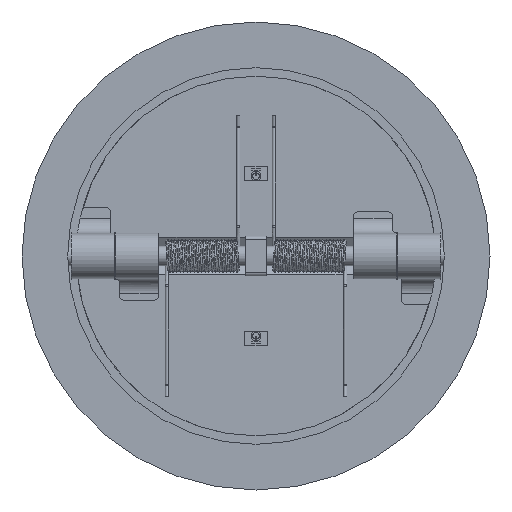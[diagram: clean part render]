
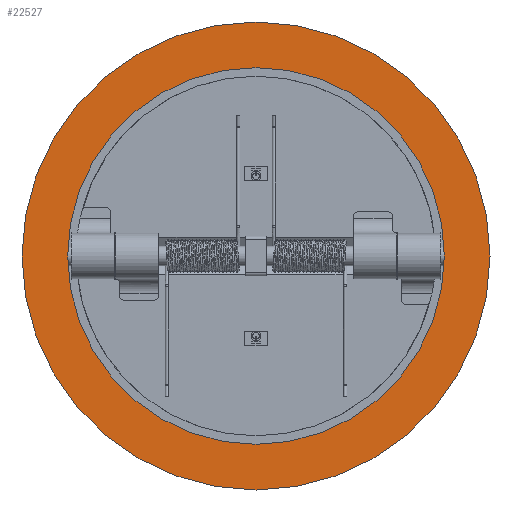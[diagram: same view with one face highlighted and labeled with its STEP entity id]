
A CAD part, front view. The second image highlights one B-rep face of the part: STEP entity #22527.
In plain terms, the highlighted planar face has unit normal (0, -1, 0).
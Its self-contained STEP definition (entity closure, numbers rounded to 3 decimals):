
#3445 = VERTEX_POINT ( 'NONE', #45854 ) ;
#4566 = DIRECTION ( 'NONE',  ( 0., 0., -1. ) ) ;
#5095 = EDGE_LOOP ( 'NONE', ( #28349, #28451 ) ) ;
#5340 = CIRCLE ( 'NONE', #42278, 164. ) ;
#10386 = CARTESIAN_POINT ( 'NONE',  ( 0., 0., 132. ) ) ;
#11416 = ORIENTED_EDGE ( 'NONE', *, *, #47335, .F. ) ;
#13014 = DIRECTION ( 'NONE',  ( 0., -1., 0. ) ) ;
#15525 = VERTEX_POINT ( 'NONE', #10386 ) ;
#18285 = AXIS2_PLACEMENT_3D ( 'NONE', #54005, #19421, #44780 ) ;
#19421 = DIRECTION ( 'NONE',  ( 0., 1., 0. ) ) ;
#21344 = DIRECTION ( 'NONE',  ( 0., 0., -1. ) ) ;
#21434 = FACE_BOUND ( 'NONE', #41507, .T. ) ;
#22527 = ADVANCED_FACE ( 'NONE', ( #21434, #52537 ), #53272, .F. ) ;
#23360 = VERTEX_POINT ( 'NONE', #42677 ) ;
#23370 = DIRECTION ( 'NONE',  ( 0., -1., 0. ) ) ;
#25786 = ORIENTED_EDGE ( 'NONE', *, *, #37518, .F. ) ;
#27246 = VERTEX_POINT ( 'NONE', #28740 ) ;
#28349 = ORIENTED_EDGE ( 'NONE', *, *, #42233, .T. ) ;
#28451 = ORIENTED_EDGE ( 'NONE', *, *, #32324, .T. ) ;
#28687 = CARTESIAN_POINT ( 'NONE',  ( 0., 0., 0. ) ) ;
#28740 = CARTESIAN_POINT ( 'NONE',  ( 0., 0., -132. ) ) ;
#30212 = AXIS2_PLACEMENT_3D ( 'NONE', #28687, #49963, #54003 ) ;
#32324 = EDGE_CURVE ( 'NONE', #23360, #3445, #5340, .T. ) ;
#33050 = AXIS2_PLACEMENT_3D ( 'NONE', #51167, #13014, #21344 ) ;
#33457 = CARTESIAN_POINT ( 'NONE',  ( 0., 0., 0. ) ) ;
#34025 = CIRCLE ( 'NONE', #30212, 164. ) ;
#35825 = CARTESIAN_POINT ( 'NONE',  ( 0., 0., 0. ) ) ;
#37518 = EDGE_CURVE ( 'NONE', #27246, #15525, #46160, .T. ) ;
#41507 = EDGE_LOOP ( 'NONE', ( #25786, #11416 ) ) ;
#42233 = EDGE_CURVE ( 'NONE', #3445, #23360, #34025, .T. ) ;
#42278 = AXIS2_PLACEMENT_3D ( 'NONE', #33457, #46556, #4566 ) ;
#42677 = CARTESIAN_POINT ( 'NONE',  ( 0., 0., 164. ) ) ;
#44282 = DIRECTION ( 'NONE',  ( 0., 0., -1. ) ) ;
#44780 = DIRECTION ( 'NONE',  ( 0., 0., 1. ) ) ;
#45854 = CARTESIAN_POINT ( 'NONE',  ( 0., 0., -164. ) ) ;
#46160 = CIRCLE ( 'NONE', #46949, 132. ) ;
#46556 = DIRECTION ( 'NONE',  ( 0., -1., 0. ) ) ;
#46949 = AXIS2_PLACEMENT_3D ( 'NONE', #35825, #23370, #44282 ) ;
#47335 = EDGE_CURVE ( 'NONE', #15525, #27246, #51355, .T. ) ;
#49963 = DIRECTION ( 'NONE',  ( 0., -1., 0. ) ) ;
#51167 = CARTESIAN_POINT ( 'NONE',  ( 0., 0., 0. ) ) ;
#51355 = CIRCLE ( 'NONE', #33050, 132. ) ;
#52537 = FACE_OUTER_BOUND ( 'NONE', #5095, .T. ) ;
#53272 = PLANE ( 'NONE',  #18285 ) ;
#54003 = DIRECTION ( 'NONE',  ( 0., 0., -1. ) ) ;
#54005 = CARTESIAN_POINT ( 'NONE',  ( 0., 0., 0. ) ) ;
